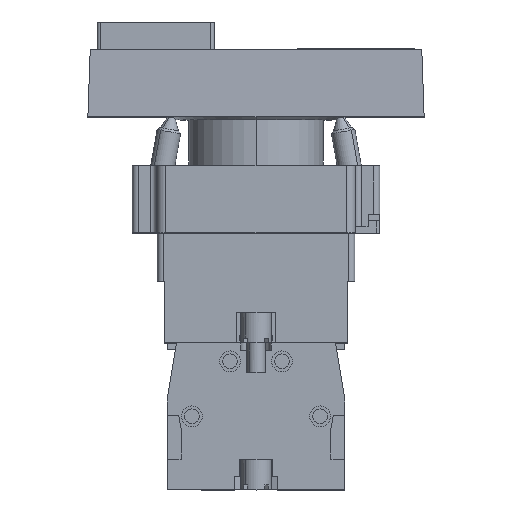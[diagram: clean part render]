
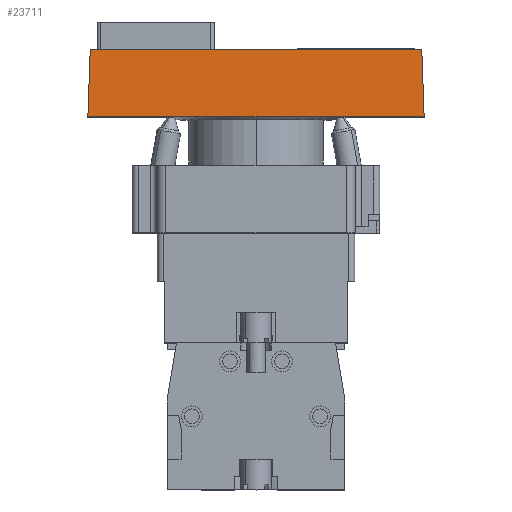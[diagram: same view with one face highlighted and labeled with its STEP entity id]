
A CAD part, top view. The second image highlights one B-rep face of the part: STEP entity #23711.
In plain terms, the highlighted planar face has unit normal (0, 0.035, 0.999).
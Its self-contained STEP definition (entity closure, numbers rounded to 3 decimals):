
#574 = CARTESIAN_POINT ( 'NONE',  ( -27.5, 19., 15. ) ) ;
#704 = DIRECTION ( 'NONE',  ( -1., 0., 0. ) ) ;
#1645 = DIRECTION ( 'NONE',  ( 0.035, -0.999, 0.035 ) ) ;
#2083 = ORIENTED_EDGE ( 'NONE', *, *, #12024, .T. ) ;
#2305 = LINE ( 'NONE', #25409, #23578 ) ;
#2910 = PLANE ( 'NONE',  #22566 ) ;
#4994 = DIRECTION ( 'NONE',  ( 0., 0.035, 0.999 ) ) ;
#6443 = EDGE_CURVE ( 'NONE', #26672, #23083, #21025, .T. ) ;
#6989 = DIRECTION ( 'NONE',  ( -0.035, -0.999, 0.035 ) ) ;
#7447 = VECTOR ( 'NONE', #1645, 1000. ) ;
#7486 = EDGE_LOOP ( 'NONE', ( #25402, #2083, #26134, #26465 ) ) ;
#8098 = CARTESIAN_POINT ( 'NONE',  ( 27.5, 19., 15. ) ) ;
#10081 = VECTOR ( 'NONE', #6989, 1000. ) ;
#11984 = CARTESIAN_POINT ( 'NONE',  ( 27.116, 30., 14.616 ) ) ;
#11996 = LINE ( 'NONE', #21256, #16855 ) ;
#12024 = EDGE_CURVE ( 'NONE', #13833, #26672, #11996, .T. ) ;
#12411 = EDGE_CURVE ( 'NONE', #21832, #23083, #2305, .T. ) ;
#13833 = VERTEX_POINT ( 'NONE', #11984 ) ;
#14848 = FACE_OUTER_BOUND ( 'NONE', #7486, .T. ) ;
#16855 = VECTOR ( 'NONE', #704, 1000. ) ;
#16883 = EDGE_CURVE ( 'NONE', #13833, #21832, #18414, .T. ) ;
#16962 = CARTESIAN_POINT ( 'NONE',  ( -27.116, 30., 14.616 ) ) ;
#18414 = LINE ( 'NONE', #24279, #7447 ) ;
#19321 = CARTESIAN_POINT ( 'NONE',  ( 0., 19., 15. ) ) ;
#19420 = DIRECTION ( 'NONE',  ( 0., -0.999, 0.035 ) ) ;
#21025 = LINE ( 'NONE', #25447, #10081 ) ;
#21256 = CARTESIAN_POINT ( 'NONE',  ( 0., 30., 14.616 ) ) ;
#21337 = DIRECTION ( 'NONE',  ( -1., 0., 0. ) ) ;
#21832 = VERTEX_POINT ( 'NONE', #8098 ) ;
#22566 = AXIS2_PLACEMENT_3D ( 'NONE', #19321, #4994, #19420 ) ;
#23083 = VERTEX_POINT ( 'NONE', #574 ) ;
#23578 = VECTOR ( 'NONE', #21337, 1000. ) ;
#23711 = ADVANCED_FACE ( 'NONE', ( #14848 ), #2910, .T. ) ;
#24279 = CARTESIAN_POINT ( 'NONE',  ( 27.482, 19.523, 14.982 ) ) ;
#25402 = ORIENTED_EDGE ( 'NONE', *, *, #16883, .F. ) ;
#25409 = CARTESIAN_POINT ( 'NONE',  ( 0., 19., 15. ) ) ;
#25447 = CARTESIAN_POINT ( 'NONE',  ( -27.467, 19.958, 14.967 ) ) ;
#26134 = ORIENTED_EDGE ( 'NONE', *, *, #6443, .T. ) ;
#26465 = ORIENTED_EDGE ( 'NONE', *, *, #12411, .F. ) ;
#26672 = VERTEX_POINT ( 'NONE', #16962 ) ;
